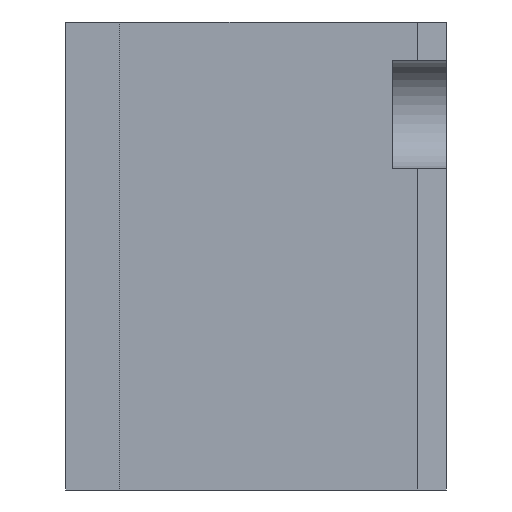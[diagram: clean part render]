
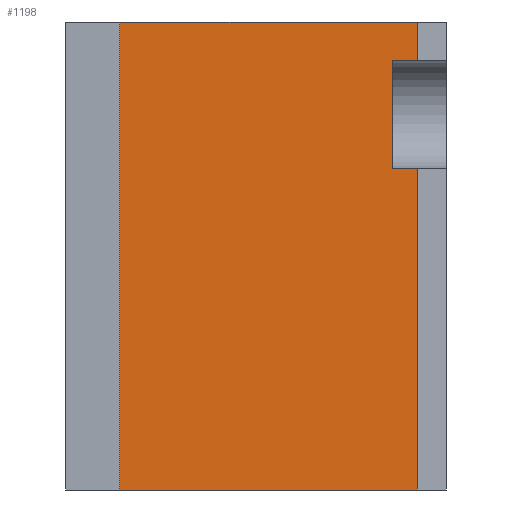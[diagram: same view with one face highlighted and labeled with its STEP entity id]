
A CAD part, left-side view. The second image highlights one B-rep face of the part: STEP entity #1198.
In plain terms, the highlighted planar face has unit normal (-1, 0, 0).
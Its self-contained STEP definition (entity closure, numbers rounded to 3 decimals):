
#158=FACE_OUTER_BOUND('',#238,.T.);
#238=EDGE_LOOP('',(#927,#928,#929,#930,#931,#932,#933,#934));
#314=LINE('',#1877,#421);
#333=LINE('',#1918,#440);
#336=LINE('',#1923,#443);
#350=LINE('',#2049,#457);
#351=LINE('',#2051,#458);
#352=LINE('',#2053,#459);
#353=LINE('',#2055,#460);
#354=LINE('',#2056,#461);
#421=VECTOR('',#1501,10.);
#440=VECTOR('',#1530,10.);
#443=VECTOR('',#1535,10.);
#457=VECTOR('',#1589,10.);
#458=VECTOR('',#1592,10.);
#459=VECTOR('',#1593,10.);
#460=VECTOR('',#1594,10.);
#461=VECTOR('',#1595,10.);
#531=VERTEX_POINT('',#1874);
#532=VERTEX_POINT('',#1876);
#548=VERTEX_POINT('',#1915);
#549=VERTEX_POINT('',#1917);
#550=VERTEX_POINT('',#1921);
#566=VERTEX_POINT('',#2047);
#567=VERTEX_POINT('',#2052);
#568=VERTEX_POINT('',#2054);
#650=EDGE_CURVE('',#532,#531,#314,.T.);
#672=EDGE_CURVE('',#549,#548,#333,.T.);
#675=EDGE_CURVE('',#531,#550,#336,.T.);
#701=EDGE_CURVE('',#566,#549,#350,.T.);
#702=EDGE_CURVE('',#548,#532,#351,.T.);
#703=EDGE_CURVE('',#550,#567,#352,.T.);
#704=EDGE_CURVE('',#567,#568,#353,.T.);
#705=EDGE_CURVE('',#568,#566,#354,.T.);
#927=ORIENTED_EDGE('',*,*,#702,.T.);
#928=ORIENTED_EDGE('',*,*,#650,.T.);
#929=ORIENTED_EDGE('',*,*,#675,.T.);
#930=ORIENTED_EDGE('',*,*,#703,.T.);
#931=ORIENTED_EDGE('',*,*,#704,.T.);
#932=ORIENTED_EDGE('',*,*,#705,.T.);
#933=ORIENTED_EDGE('',*,*,#701,.T.);
#934=ORIENTED_EDGE('',*,*,#672,.T.);
#1148=PLANE('',#1354);
#1198=ADVANCED_FACE('',(#158),#1148,.T.);
#1354=AXIS2_PLACEMENT_3D('',#2050,#1590,#1591);
#1501=DIRECTION('',(0.,-1.,0.));
#1530=DIRECTION('',(0.,1.,0.));
#1535=DIRECTION('',(0.,0.,1.));
#1589=DIRECTION('',(0.,0.,1.));
#1590=DIRECTION('center_axis',(-1.,0.,0.));
#1591=DIRECTION('ref_axis',(0.,0.,1.));
#1592=DIRECTION('',(0.,0.,-1.));
#1593=DIRECTION('',(0.,1.,0.));
#1594=DIRECTION('',(0.,0.,1.));
#1595=DIRECTION('',(0.,-1.,0.));
#1874=CARTESIAN_POINT('',(-26.,-14.8,-21.5));
#1876=CARTESIAN_POINT('',(-26.,12.5,-21.5));
#1877=CARTESIAN_POINT('',(-26.,-17.5,-21.5));
#1915=CARTESIAN_POINT('',(-26.,12.5,21.5));
#1917=CARTESIAN_POINT('',(-26.,-14.8,21.5));
#1918=CARTESIAN_POINT('',(-26.,-17.5,21.5));
#1921=CARTESIAN_POINT('',(-26.,-14.8,8.));
#1923=CARTESIAN_POINT('',(-26.,-14.8,10.75));
#2047=CARTESIAN_POINT('',(-26.,-14.8,18.));
#2049=CARTESIAN_POINT('',(-26.,-14.8,10.75));
#2050=CARTESIAN_POINT('Origin',(-26.,-17.5,0.));
#2051=CARTESIAN_POINT('',(-26.,12.5,10.75));
#2052=CARTESIAN_POINT('',(-26.,-12.5,8.));
#2053=CARTESIAN_POINT('',(-26.,-17.5,8.));
#2054=CARTESIAN_POINT('',(-26.,-12.5,18.));
#2055=CARTESIAN_POINT('',(-26.,-12.5,6.5));
#2056=CARTESIAN_POINT('',(-26.,-17.5,18.));
